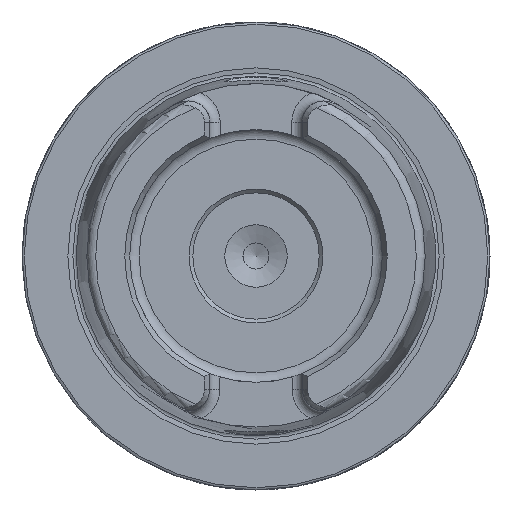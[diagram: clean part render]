
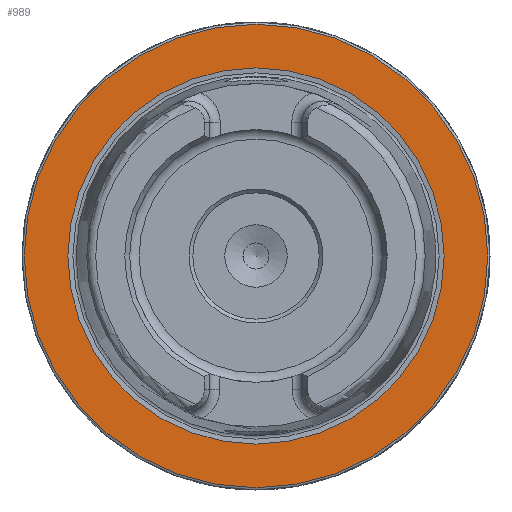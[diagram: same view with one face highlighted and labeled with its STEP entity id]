
A CAD part, left-side view. The second image highlights one B-rep face of the part: STEP entity #989.
In plain terms, the highlighted planar face has unit normal (-1, 0, 0).
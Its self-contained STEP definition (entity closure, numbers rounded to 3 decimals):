
#168 = ORIENTED_EDGE ( 'NONE', *, *, #4075, .T. ) ;
#226 = CARTESIAN_POINT ( 'NONE',  ( 0., 0., 25.324 ) ) ;
#376 = FACE_BOUND ( 'NONE', #3733, .T. ) ;
#377 = AXIS2_PLACEMENT_3D ( 'NONE', #471, #1579, #3371 ) ;
#471 = CARTESIAN_POINT ( 'NONE',  ( 0., 0., 0. ) ) ;
#602 = DIRECTION ( 'NONE',  ( 0., 0., -1. ) ) ;
#989 = ADVANCED_FACE ( 'NONE', ( #376, #2194 ), #2005, .F. ) ;
#1001 = CIRCLE ( 'NONE', #377, 31.2 ) ;
#1248 = VERTEX_POINT ( 'NONE', #4221 ) ;
#1579 = DIRECTION ( 'NONE',  ( -1., 0., 0. ) ) ;
#1890 = AXIS2_PLACEMENT_3D ( 'NONE', #2993, #2933, #1922 ) ;
#1922 = DIRECTION ( 'NONE',  ( 0., 0., 1. ) ) ;
#2005 = PLANE ( 'NONE',  #3666 ) ;
#2060 = DIRECTION ( 'NONE',  ( 1., 0., 0. ) ) ;
#2194 = FACE_OUTER_BOUND ( 'NONE', #3962, .T. ) ;
#2767 = VERTEX_POINT ( 'NONE', #226 ) ;
#2933 = DIRECTION ( 'NONE',  ( -1., 0., 0. ) ) ;
#2993 = CARTESIAN_POINT ( 'NONE',  ( 0., 0., 0. ) ) ;
#3371 = DIRECTION ( 'NONE',  ( 0., 0., 1. ) ) ;
#3395 = EDGE_CURVE ( 'NONE', #2767, #2767, #3541, .T. ) ;
#3541 = CIRCLE ( 'NONE', #1890, 25.324 ) ;
#3666 = AXIS2_PLACEMENT_3D ( 'NONE', #4207, #2060, #602 ) ;
#3733 = EDGE_LOOP ( 'NONE', ( #4633 ) ) ;
#3962 = EDGE_LOOP ( 'NONE', ( #168 ) ) ;
#4075 = EDGE_CURVE ( 'NONE', #1248, #1248, #1001, .T. ) ;
#4207 = CARTESIAN_POINT ( 'NONE',  ( 0., 31.2, 0. ) ) ;
#4221 = CARTESIAN_POINT ( 'NONE',  ( 0., 0., 31.2 ) ) ;
#4633 = ORIENTED_EDGE ( 'NONE', *, *, #3395, .F. ) ;
